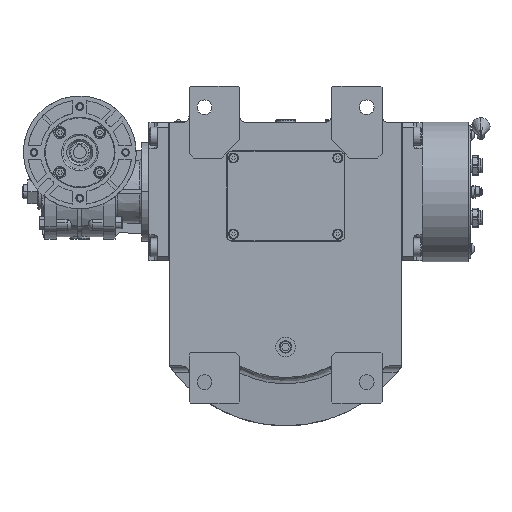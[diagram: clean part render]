
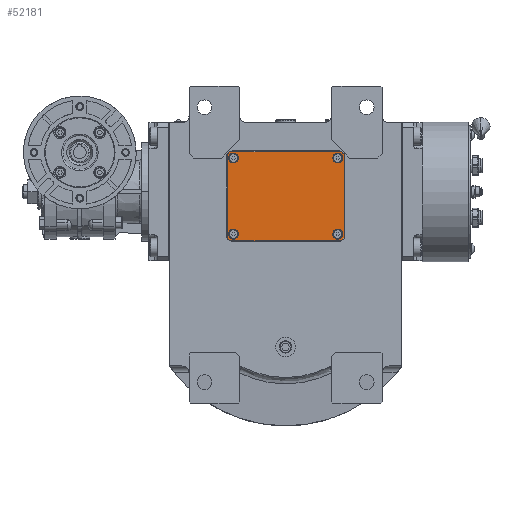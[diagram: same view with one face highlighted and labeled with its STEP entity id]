
A CAD part, front view. The second image highlights one B-rep face of the part: STEP entity #52181.
In plain terms, the highlighted face is planar.
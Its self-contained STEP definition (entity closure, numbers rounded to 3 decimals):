
#776 = DIRECTION ( 'NONE',  ( 1., 0., 0. ) ) ;
#1139 = CARTESIAN_POINT ( 'NONE',  ( 37., 27., 3. ) ) ;
#1421 = CARTESIAN_POINT ( 'NONE',  ( 41.5, 29.5, 3. ) ) ;
#2663 = DIRECTION ( 'NONE',  ( -0.707, 0.707, 0. ) ) ;
#5055 = VERTEX_POINT ( 'NONE', #88853 ) ;
#6599 = ORIENTED_EDGE ( 'NONE', *, *, #22402, .F. ) ;
#7196 = CARTESIAN_POINT ( 'NONE',  ( -37., -27., 3. ) ) ;
#7246 = CARTESIAN_POINT ( 'NONE',  ( -33.5, -27., 3. ) ) ;
#9061 = ORIENTED_EDGE ( 'NONE', *, *, #122026, .F. ) ;
#9403 = VERTEX_POINT ( 'NONE', #74717 ) ;
#9531 = ORIENTED_EDGE ( 'NONE', *, *, #92381, .F. ) ;
#9945 = VERTEX_POINT ( 'NONE', #46924 ) ;
#11002 = VECTOR ( 'NONE', #101588, 1000. ) ;
#12754 = VECTOR ( 'NONE', #55281, 1000. ) ;
#13184 = DIRECTION ( 'NONE',  ( 0., 0., 1. ) ) ;
#14964 = DIRECTION ( 'NONE',  ( 1., 0., 0. ) ) ;
#15128 = EDGE_CURVE ( 'NONE', #119079, #116928, #28731, .T. ) ;
#15915 = CARTESIAN_POINT ( 'NONE',  ( -39.5, -31.5, 3. ) ) ;
#16203 = VECTOR ( 'NONE', #86101, 1000. ) ;
#20180 = DIRECTION ( 'NONE',  ( 0., 0., 1. ) ) ;
#20204 = CARTESIAN_POINT ( 'NONE',  ( -40.5, -27., 3. ) ) ;
#20211 = LINE ( 'NONE', #1421, #98840 ) ;
#22402 = EDGE_CURVE ( 'NONE', #80381, #69168, #50797, .T. ) ;
#22585 = FACE_BOUND ( 'NONE', #50157, .T. ) ;
#26587 = CARTESIAN_POINT ( 'NONE',  ( -33.5, 27., 3. ) ) ;
#28454 = VERTEX_POINT ( 'NONE', #116123 ) ;
#28731 = CIRCLE ( 'NONE', #98862, 3.5 ) ;
#28910 = AXIS2_PLACEMENT_3D ( 'NONE', #108474, #63837, #100882 ) ;
#29184 = DIRECTION ( 'NONE',  ( 0., 0., 1. ) ) ;
#32760 = VECTOR ( 'NONE', #110605, 1000. ) ;
#33345 = VERTEX_POINT ( 'NONE', #95411 ) ;
#33514 = ORIENTED_EDGE ( 'NONE', *, *, #56724, .T. ) ;
#34790 = ORIENTED_EDGE ( 'NONE', *, *, #62895, .T. ) ;
#35178 = AXIS2_PLACEMENT_3D ( 'NONE', #115159, #29184, #58037 ) ;
#36319 = ORIENTED_EDGE ( 'NONE', *, *, #74029, .F. ) ;
#36661 = ORIENTED_EDGE ( 'NONE', *, *, #69736, .T. ) ;
#38619 = CARTESIAN_POINT ( 'NONE',  ( -40.5, 27., 3. ) ) ;
#39352 = DIRECTION ( 'NONE',  ( 1., 0., 0. ) ) ;
#39369 = DIRECTION ( 'NONE',  ( -1., 0., 0. ) ) ;
#40571 = VERTEX_POINT ( 'NONE', #107702 ) ;
#40917 = CARTESIAN_POINT ( 'NONE',  ( -37., 27., 3. ) ) ;
#41275 = VERTEX_POINT ( 'NONE', #49685 ) ;
#46924 = CARTESIAN_POINT ( 'NONE',  ( 39.5, -31.5, 3. ) ) ;
#47523 = EDGE_LOOP ( 'NONE', ( #6599, #78887 ) ) ;
#48167 = EDGE_CURVE ( 'NONE', #55044, #52879, #54882, .T. ) ;
#48425 = CARTESIAN_POINT ( 'NONE',  ( 39.5, -31.5, 3. ) ) ;
#49685 = CARTESIAN_POINT ( 'NONE',  ( 41.5, 29.5, 3. ) ) ;
#50157 = EDGE_LOOP ( 'NONE', ( #79272, #108826 ) ) ;
#50797 = CIRCLE ( 'NONE', #86898, 3.5 ) ;
#51430 = DIRECTION ( 'NONE',  ( 1., 0., 0. ) ) ;
#51839 = CARTESIAN_POINT ( 'NONE',  ( 33.5, 27., 3. ) ) ;
#52181 = ADVANCED_FACE ( 'NONE', ( #79712, #70250, #108574, #109826, #22585 ), #60859, .T. ) ;
#52879 = VERTEX_POINT ( 'NONE', #26587 ) ;
#53495 = EDGE_LOOP ( 'NONE', ( #9061, #59388 ) ) ;
#53847 = CARTESIAN_POINT ( 'NONE',  ( 37., 27., 3. ) ) ;
#54719 = CARTESIAN_POINT ( 'NONE',  ( 41.5, -29.5, 3. ) ) ;
#54882 = CIRCLE ( 'NONE', #28910, 3.5 ) ;
#55044 = VERTEX_POINT ( 'NONE', #38619 ) ;
#55281 = DIRECTION ( 'NONE',  ( 0., -1., 0. ) ) ;
#55699 = DIRECTION ( 'NONE',  ( 0., 0., 1. ) ) ;
#56636 = CARTESIAN_POINT ( 'NONE',  ( -41.5, -29.5, 3. ) ) ;
#56724 = EDGE_CURVE ( 'NONE', #5055, #41275, #72315, .T. ) ;
#58037 = DIRECTION ( 'NONE',  ( -1., 0., 0. ) ) ;
#58236 = LINE ( 'NONE', #59492, #114820 ) ;
#58508 = EDGE_LOOP ( 'NONE', ( #33514, #34790, #91269, #115444, #73343, #60259, #61384, #36661 ) ) ;
#59388 = ORIENTED_EDGE ( 'NONE', *, *, #48167, .F. ) ;
#59492 = CARTESIAN_POINT ( 'NONE',  ( 39.5, 31.5, 3. ) ) ;
#60259 = ORIENTED_EDGE ( 'NONE', *, *, #74525, .T. ) ;
#60859 = PLANE ( 'NONE',  #61999 ) ;
#61384 = ORIENTED_EDGE ( 'NONE', *, *, #116668, .T. ) ;
#61999 = AXIS2_PLACEMENT_3D ( 'NONE', #99143, #13184, #51430 ) ;
#62895 = EDGE_CURVE ( 'NONE', #41275, #9403, #20211, .T. ) ;
#63194 = EDGE_CURVE ( 'NONE', #95794, #97460, #84131, .T. ) ;
#63837 = DIRECTION ( 'NONE',  ( 0., 0., 1. ) ) ;
#63931 = CARTESIAN_POINT ( 'NONE',  ( -41.5, -29.5, 3. ) ) ;
#64686 = CARTESIAN_POINT ( 'NONE',  ( -41.5, 29.5, 3. ) ) ;
#67947 = VECTOR ( 'NONE', #39352, 1000. ) ;
#68617 = EDGE_LOOP ( 'NONE', ( #9531, #36319 ) ) ;
#69168 = VERTEX_POINT ( 'NONE', #51839 ) ;
#69736 = EDGE_CURVE ( 'NONE', #9945, #5055, #97390, .T. ) ;
#70250 = FACE_BOUND ( 'NONE', #47523, .T. ) ;
#71402 = CIRCLE ( 'NONE', #75338, 3.5 ) ;
#72315 = LINE ( 'NONE', #54719, #32760 ) ;
#73343 = ORIENTED_EDGE ( 'NONE', *, *, #63194, .T. ) ;
#74029 = EDGE_CURVE ( 'NONE', #40571, #28454, #109402, .T. ) ;
#74525 = EDGE_CURVE ( 'NONE', #97460, #77572, #122940, .T. ) ;
#74717 = CARTESIAN_POINT ( 'NONE',  ( 39.5, 31.5, 3. ) ) ;
#75129 = CARTESIAN_POINT ( 'NONE',  ( -41.5, 29.5, 3. ) ) ;
#75338 = AXIS2_PLACEMENT_3D ( 'NONE', #40917, #78584, #89854 ) ;
#77572 = VERTEX_POINT ( 'NONE', #15915 ) ;
#78584 = DIRECTION ( 'NONE',  ( 0., 0., 1. ) ) ;
#78887 = ORIENTED_EDGE ( 'NONE', *, *, #101991, .F. ) ;
#78907 = DIRECTION ( 'NONE',  ( 0., 0., 1. ) ) ;
#79272 = ORIENTED_EDGE ( 'NONE', *, *, #15128, .F. ) ;
#79712 = FACE_OUTER_BOUND ( 'NONE', #58508, .T. ) ;
#80381 = VERTEX_POINT ( 'NONE', #85871 ) ;
#80429 = VECTOR ( 'NONE', #83962, 1000. ) ;
#83962 = DIRECTION ( 'NONE',  ( -0.707, -0.707, 0. ) ) ;
#84003 = CARTESIAN_POINT ( 'NONE',  ( 37., -27., 3. ) ) ;
#84043 = EDGE_CURVE ( 'NONE', #33345, #95794, #122275, .T. ) ;
#84131 = LINE ( 'NONE', #64686, #12754 ) ;
#85871 = CARTESIAN_POINT ( 'NONE',  ( 40.5, 27., 3. ) ) ;
#86101 = DIRECTION ( 'NONE',  ( 0.707, 0.707, 0. ) ) ;
#86898 = AXIS2_PLACEMENT_3D ( 'NONE', #53847, #55699, #14964 ) ;
#88853 = CARTESIAN_POINT ( 'NONE',  ( 41.5, -29.5, 3. ) ) ;
#89854 = DIRECTION ( 'NONE',  ( 1., 0., 0. ) ) ;
#91269 = ORIENTED_EDGE ( 'NONE', *, *, #109662, .T. ) ;
#92181 = DIRECTION ( 'NONE',  ( 0., 0., 1. ) ) ;
#92381 = EDGE_CURVE ( 'NONE', #28454, #40571, #110854, .T. ) ;
#92509 = DIRECTION ( 'NONE',  ( 0., 0., 1. ) ) ;
#93771 = DIRECTION ( 'NONE',  ( -1., 0., 0. ) ) ;
#94609 = CARTESIAN_POINT ( 'NONE',  ( -39.5, 31.5, 3. ) ) ;
#94821 = AXIS2_PLACEMENT_3D ( 'NONE', #84003, #92181, #100984 ) ;
#95411 = CARTESIAN_POINT ( 'NONE',  ( -39.5, 31.5, 3. ) ) ;
#95604 = CIRCLE ( 'NONE', #105730, 3.5 ) ;
#95794 = VERTEX_POINT ( 'NONE', #75129 ) ;
#97390 = LINE ( 'NONE', #48425, #16203 ) ;
#97460 = VERTEX_POINT ( 'NONE', #56636 ) ;
#98840 = VECTOR ( 'NONE', #2663, 1000. ) ;
#98862 = AXIS2_PLACEMENT_3D ( 'NONE', #115596, #20180, #776 ) ;
#99143 = CARTESIAN_POINT ( 'NONE',  ( 0., 0., 3. ) ) ;
#99575 = LINE ( 'NONE', #107134, #67947 ) ;
#100882 = DIRECTION ( 'NONE',  ( -1., 0., 0. ) ) ;
#100984 = DIRECTION ( 'NONE',  ( 1., 0., 0. ) ) ;
#101588 = DIRECTION ( 'NONE',  ( 0.707, -0.707, 0. ) ) ;
#101991 = EDGE_CURVE ( 'NONE', #69168, #80381, #95604, .T. ) ;
#105730 = AXIS2_PLACEMENT_3D ( 'NONE', #1139, #78907, #39369 ) ;
#106765 = AXIS2_PLACEMENT_3D ( 'NONE', #7196, #92509, #93771 ) ;
#107134 = CARTESIAN_POINT ( 'NONE',  ( -39.5, -31.5, 3. ) ) ;
#107702 = CARTESIAN_POINT ( 'NONE',  ( 33.5, -27., 3. ) ) ;
#107840 = DIRECTION ( 'NONE',  ( -1., 0., 0. ) ) ;
#108341 = EDGE_CURVE ( 'NONE', #116928, #119079, #118868, .T. ) ;
#108474 = CARTESIAN_POINT ( 'NONE',  ( -37., 27., 3. ) ) ;
#108574 = FACE_BOUND ( 'NONE', #53495, .T. ) ;
#108826 = ORIENTED_EDGE ( 'NONE', *, *, #108341, .F. ) ;
#109402 = CIRCLE ( 'NONE', #35178, 3.5 ) ;
#109662 = EDGE_CURVE ( 'NONE', #9403, #33345, #58236, .T. ) ;
#109826 = FACE_BOUND ( 'NONE', #68617, .T. ) ;
#110605 = DIRECTION ( 'NONE',  ( 0., 1., 0. ) ) ;
#110854 = CIRCLE ( 'NONE', #94821, 3.5 ) ;
#114820 = VECTOR ( 'NONE', #107840, 1000. ) ;
#115159 = CARTESIAN_POINT ( 'NONE',  ( 37., -27., 3. ) ) ;
#115444 = ORIENTED_EDGE ( 'NONE', *, *, #84043, .T. ) ;
#115596 = CARTESIAN_POINT ( 'NONE',  ( -37., -27., 3. ) ) ;
#116123 = CARTESIAN_POINT ( 'NONE',  ( 40.5, -27., 3. ) ) ;
#116668 = EDGE_CURVE ( 'NONE', #77572, #9945, #99575, .T. ) ;
#116928 = VERTEX_POINT ( 'NONE', #20204 ) ;
#118868 = CIRCLE ( 'NONE', #106765, 3.5 ) ;
#119079 = VERTEX_POINT ( 'NONE', #7246 ) ;
#122026 = EDGE_CURVE ( 'NONE', #52879, #55044, #71402, .T. ) ;
#122275 = LINE ( 'NONE', #94609, #80429 ) ;
#122940 = LINE ( 'NONE', #63931, #11002 ) ;
